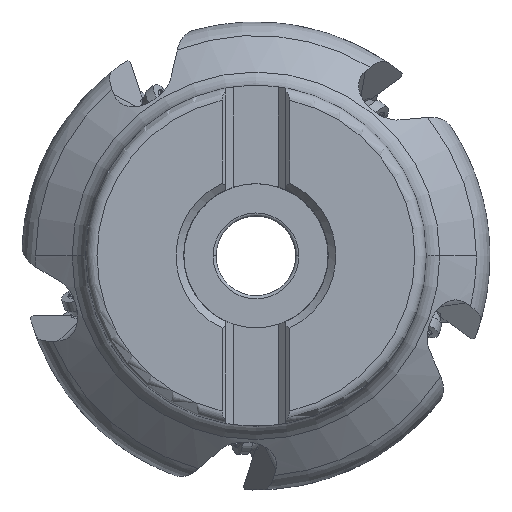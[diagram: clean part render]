
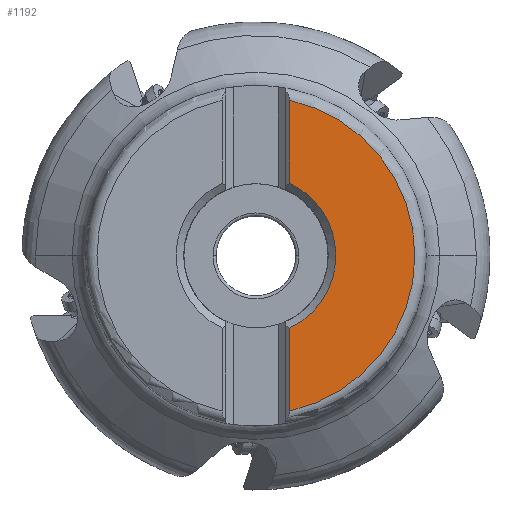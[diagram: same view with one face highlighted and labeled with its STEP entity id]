
A CAD part, top view. The second image highlights one B-rep face of the part: STEP entity #1192.
In plain terms, the highlighted planar face has unit normal (0, 0, 1).
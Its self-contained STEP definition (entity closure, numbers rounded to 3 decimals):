
#1192=ADVANCED_FACE('',(#2269),#1860,.T.);
#1860=PLANE('',#14727);
#2269=FACE_OUTER_BOUND('',#2998,.T.);
#2998=EDGE_LOOP('',(#7173,#7174,#7175,#7176,#7177));
#3806=CIRCLE('',#14719,21.);
#3807=CIRCLE('',#14720,21.);
#3810=CIRCLE('',#14725,10.56);
#4565=LINE('',#22802,#5441);
#4566=LINE('',#22823,#5442);
#5441=VECTOR('',#16992,1.);
#5442=VECTOR('',#17003,1.);
#7173=ORIENTED_EDGE('',*,*,#12204,.F.);
#7174=ORIENTED_EDGE('',*,*,#12205,.F.);
#7175=ORIENTED_EDGE('',*,*,#12196,.F.);
#7176=ORIENTED_EDGE('',*,*,#12195,.F.);
#7177=ORIENTED_EDGE('',*,*,#12199,.T.);
#10675=VERTEX_POINT('',#22751);
#10676=VERTEX_POINT('',#22752);
#10677=VERTEX_POINT('',#22754);
#10678=VERTEX_POINT('',#22803);
#10680=VERTEX_POINT('',#22820);
#12195=EDGE_CURVE('',#10675,#10676,#3806,.T.);
#12196=EDGE_CURVE('',#10676,#10677,#3807,.T.);
#12199=EDGE_CURVE('',#10675,#10678,#4565,.T.);
#12204=EDGE_CURVE('',#10680,#10678,#3810,.T.);
#12205=EDGE_CURVE('',#10677,#10680,#4566,.T.);
#14719=AXIS2_PLACEMENT_3D('',#22750,#16986,#16987);
#14720=AXIS2_PLACEMENT_3D('',#22753,#16988,#16989);
#14725=AXIS2_PLACEMENT_3D('',#22821,#16999,#17000);
#14727=AXIS2_PLACEMENT_3D('',#22824,#17004,#17005);
#16986=DIRECTION('',(0.,0.,-1.));
#16987=DIRECTION('',(0.213,0.977,0.));
#16988=DIRECTION('',(0.,0.,-1.));
#16989=DIRECTION('',(1.,0.,0.));
#16992=DIRECTION('',(0.,-1.,0.));
#16999=DIRECTION('',(0.,0.,1.));
#17000=DIRECTION('',(0.423,-0.906,0.));
#17003=DIRECTION('',(0.,1.,0.));
#17004=DIRECTION('',(0.,0.,1.));
#17005=DIRECTION('',(1.,0.,0.));
#22750=CARTESIAN_POINT('',(0.,0.,0.));
#22751=CARTESIAN_POINT('',(4.47,20.519,0.));
#22752=CARTESIAN_POINT('',(21.,0.,0.));
#22753=CARTESIAN_POINT('',(0.,0.,0.));
#22754=CARTESIAN_POINT('',(4.47,-20.519,0.));
#22802=CARTESIAN_POINT('',(4.47,20.519,0.));
#22803=CARTESIAN_POINT('',(4.47,9.567,0.));
#22820=CARTESIAN_POINT('',(4.47,-9.567,0.));
#22821=CARTESIAN_POINT('',(0.,0.,0.));
#22823=CARTESIAN_POINT('',(4.47,-20.519,0.));
#22824=CARTESIAN_POINT('',(12.735,0.,0.));
